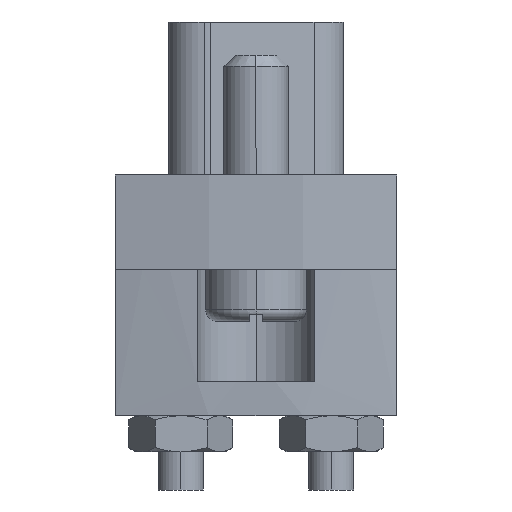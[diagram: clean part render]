
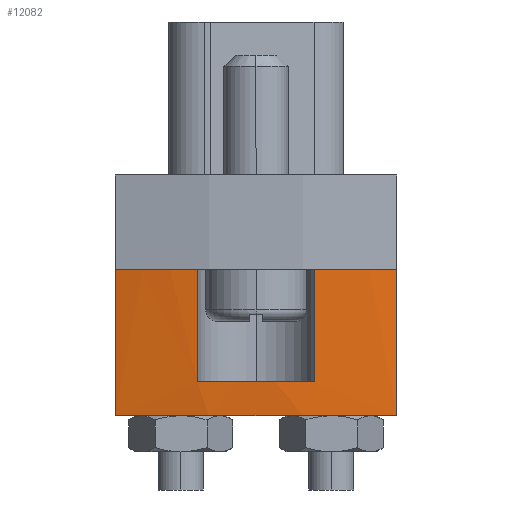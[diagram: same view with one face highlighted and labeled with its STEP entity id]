
A CAD part, left-side view. The second image highlights one B-rep face of the part: STEP entity #12082.
In plain terms, the highlighted cylindrical face has radius 26.5 mm (diameter 53 mm), a partial arc.
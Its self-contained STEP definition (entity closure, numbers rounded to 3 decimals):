
#4 = EDGE_CURVE ( 'NONE', #4854, #7688, #7744, .T. ) ;
#571 = DIRECTION ( 'NONE',  ( 0., 0., 1. ) ) ;
#932 = EDGE_LOOP ( 'NONE', ( #6026, #2190, #3588, #6143, #4151, #9303, #2029, #12610 ) ) ;
#1440 = AXIS2_PLACEMENT_3D ( 'NONE', #9157, #3050, #9291 ) ;
#1518 = VECTOR ( 'NONE', #6690, 1000. ) ;
#1744 = DIRECTION ( 'NONE',  ( 0., 0., 1. ) ) ;
#1796 = CARTESIAN_POINT ( 'NONE',  ( -25.752, -6.25, 0. ) ) ;
#1847 = CARTESIAN_POINT ( 'NONE',  ( -26.372, -2.6, -6.5 ) ) ;
#1895 = VERTEX_POINT ( 'NONE', #1796 ) ;
#1941 = CARTESIAN_POINT ( 'NONE',  ( -26.372, 2.6, -5. ) ) ;
#2029 = ORIENTED_EDGE ( 'NONE', *, *, #7489, .T. ) ;
#2073 = LINE ( 'NONE', #10441, #8852 ) ;
#2190 = ORIENTED_EDGE ( 'NONE', *, *, #7670, .T. ) ;
#2381 = DIRECTION ( 'NONE',  ( 1., 0., 0. ) ) ;
#2497 = DIRECTION ( 'NONE',  ( 1., 0., 0. ) ) ;
#2957 = DIRECTION ( 'NONE',  ( 0., 0., -1. ) ) ;
#3050 = DIRECTION ( 'NONE',  ( 0., 0., 1. ) ) ;
#3215 = EDGE_CURVE ( 'NONE', #6959, #10128, #2073, .T. ) ;
#3451 = VECTOR ( 'NONE', #5003, 1000. ) ;
#3588 = ORIENTED_EDGE ( 'NONE', *, *, #4, .F. ) ;
#3729 = LINE ( 'NONE', #8819, #4515 ) ;
#3794 = CARTESIAN_POINT ( 'NONE',  ( -25.752, 6.25, 0. ) ) ;
#4151 = ORIENTED_EDGE ( 'NONE', *, *, #3215, .F. ) ;
#4515 = VECTOR ( 'NONE', #1744, 1000. ) ;
#4854 = VERTEX_POINT ( 'NONE', #5023 ) ;
#5003 = DIRECTION ( 'NONE',  ( 0., 0., 1. ) ) ;
#5023 = CARTESIAN_POINT ( 'NONE',  ( -26.372, 2.6, 0. ) ) ;
#5180 = CARTESIAN_POINT ( 'NONE',  ( 0., 0., 0. ) ) ;
#5454 = VERTEX_POINT ( 'NONE', #8781 ) ;
#6026 = ORIENTED_EDGE ( 'NONE', *, *, #12740, .F. ) ;
#6143 = ORIENTED_EDGE ( 'NONE', *, *, #7294, .F. ) ;
#6234 = AXIS2_PLACEMENT_3D ( 'NONE', #5180, #7257, #12331 ) ;
#6690 = DIRECTION ( 'NONE',  ( 0., 0., -1. ) ) ;
#6959 = VERTEX_POINT ( 'NONE', #12151 ) ;
#7257 = DIRECTION ( 'NONE',  ( 0., 0., 1. ) ) ;
#7294 = EDGE_CURVE ( 'NONE', #10128, #4854, #7589, .T. ) ;
#7489 = EDGE_CURVE ( 'NONE', #8273, #1895, #3729, .T. ) ;
#7589 = CIRCLE ( 'NONE', #1440, 26.5 ) ;
#7670 = EDGE_CURVE ( 'NONE', #5454, #7688, #11756, .T. ) ;
#7688 = VERTEX_POINT ( 'NONE', #1941 ) ;
#7744 = LINE ( 'NONE', #9866, #1518 ) ;
#7752 = CARTESIAN_POINT ( 'NONE',  ( -25.752, -6.25, -6.5 ) ) ;
#8273 = VERTEX_POINT ( 'NONE', #7752 ) ;
#8569 = EDGE_CURVE ( 'NONE', #9444, #1895, #10395, .T. ) ;
#8623 = DIRECTION ( 'NONE',  ( 0., 0., 1. ) ) ;
#8781 = CARTESIAN_POINT ( 'NONE',  ( -26.372, -2.6, -5. ) ) ;
#8819 = CARTESIAN_POINT ( 'NONE',  ( -25.752, -6.25, -6.5 ) ) ;
#8852 = VECTOR ( 'NONE', #9422, 1000. ) ;
#8951 = FACE_OUTER_BOUND ( 'NONE', #932, .T. ) ;
#9129 = AXIS2_PLACEMENT_3D ( 'NONE', #10606, #8623, #2381 ) ;
#9157 = CARTESIAN_POINT ( 'NONE',  ( 0., 0., 0. ) ) ;
#9291 = DIRECTION ( 'NONE',  ( 1., 0., 0. ) ) ;
#9303 = ORIENTED_EDGE ( 'NONE', *, *, #13313, .T. ) ;
#9422 = DIRECTION ( 'NONE',  ( 0., 0., 1. ) ) ;
#9444 = VERTEX_POINT ( 'NONE', #11251 ) ;
#9866 = CARTESIAN_POINT ( 'NONE',  ( -26.372, 2.6, -6.5 ) ) ;
#10128 = VERTEX_POINT ( 'NONE', #3794 ) ;
#10395 = CIRCLE ( 'NONE', #6234, 26.5 ) ;
#10441 = CARTESIAN_POINT ( 'NONE',  ( -25.752, 6.25, -6.5 ) ) ;
#10606 = CARTESIAN_POINT ( 'NONE',  ( 0., 0., -6.5 ) ) ;
#10873 = AXIS2_PLACEMENT_3D ( 'NONE', #13272, #2957, #12317 ) ;
#10944 = AXIS2_PLACEMENT_3D ( 'NONE', #13010, #571, #2497 ) ;
#11125 = LINE ( 'NONE', #1847, #3451 ) ;
#11251 = CARTESIAN_POINT ( 'NONE',  ( -26.372, -2.6, 0. ) ) ;
#11324 = CIRCLE ( 'NONE', #9129, 26.5 ) ;
#11756 = CIRCLE ( 'NONE', #10873, 26.5 ) ;
#12082 = ADVANCED_FACE ( 'NONE', ( #8951 ), #13155, .T. ) ;
#12151 = CARTESIAN_POINT ( 'NONE',  ( -25.752, 6.25, -6.5 ) ) ;
#12317 = DIRECTION ( 'NONE',  ( 1., 0., 0. ) ) ;
#12331 = DIRECTION ( 'NONE',  ( 1., 0., 0. ) ) ;
#12610 = ORIENTED_EDGE ( 'NONE', *, *, #8569, .F. ) ;
#12740 = EDGE_CURVE ( 'NONE', #5454, #9444, #11125, .T. ) ;
#13010 = CARTESIAN_POINT ( 'NONE',  ( 0., 0., -6.5 ) ) ;
#13155 = CYLINDRICAL_SURFACE ( 'NONE', #10944, 26.5 ) ;
#13272 = CARTESIAN_POINT ( 'NONE',  ( 0., 0., -5. ) ) ;
#13313 = EDGE_CURVE ( 'NONE', #6959, #8273, #11324, .T. ) ;
